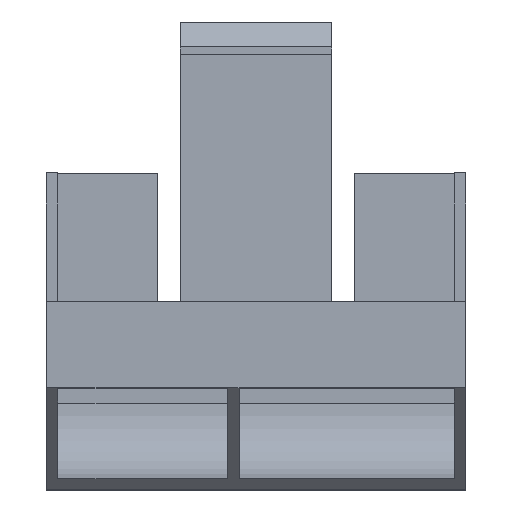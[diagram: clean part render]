
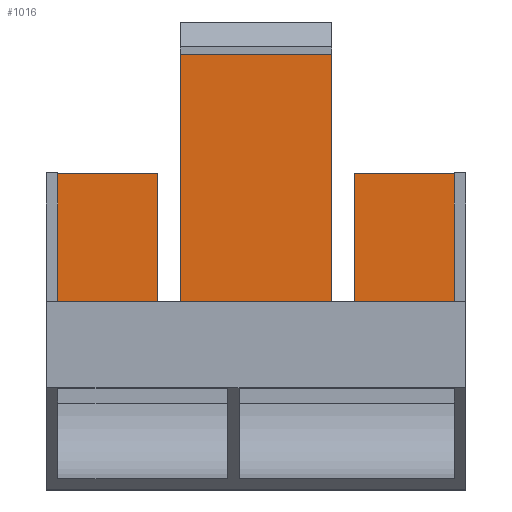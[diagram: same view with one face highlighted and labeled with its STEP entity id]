
A CAD part, top view. The second image highlights one B-rep face of the part: STEP entity #1016.
In plain terms, the highlighted planar face has unit normal (0, 0, 1).
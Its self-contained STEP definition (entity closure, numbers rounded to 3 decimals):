
#304 = VERTEX_POINT('',#305);
#305 = CARTESIAN_POINT('',(23.75,0.,-11.25));
#311 = EDGE_CURVE('',#304,#312,#314,.T.);
#312 = VERTEX_POINT('',#313);
#313 = CARTESIAN_POINT('',(-23.75,0.,-11.25));
#314 = LINE('',#315,#316);
#315 = CARTESIAN_POINT('',(-26.25,0.,-11.25));
#316 = VECTOR('',#317,1.);
#317 = DIRECTION('',(-1.,0.,0.));
#999 = VERTEX_POINT('',#1000);
#1000 = CARTESIAN_POINT('',(23.75,-0.5,-11.25));
#1006 = EDGE_CURVE('',#999,#304,#1007,.T.);
#1007 = LINE('',#1008,#1009);
#1008 = CARTESIAN_POINT('',(23.75,-0.5,-11.25));
#1009 = VECTOR('',#1010,1.);
#1010 = DIRECTION('',(0.,1.,0.));
#1016 = ADVANCED_FACE('',(#1017),#1133,.T.);
#1017 = FACE_BOUND('',#1018,.T.);
#1018 = EDGE_LOOP('',(#1019,#1029,#1037,#1045,#1053,#1059,#1060,#1061,
    #1069,#1077,#1085,#1093,#1102,#1110,#1118,#1126));
#1019 = ORIENTED_EDGE('',*,*,#1020,.T.);
#1020 = EDGE_CURVE('',#1021,#1023,#1025,.T.);
#1021 = VERTEX_POINT('',#1022);
#1022 = CARTESIAN_POINT('',(-13.,9.,-11.25));
#1023 = VERTEX_POINT('',#1024);
#1024 = CARTESIAN_POINT('',(-13.,27.,-11.25));
#1025 = LINE('',#1026,#1027);
#1026 = CARTESIAN_POINT('',(-13.,27.,-11.25));
#1027 = VECTOR('',#1028,1.);
#1028 = DIRECTION('',(0.,1.,0.));
#1029 = ORIENTED_EDGE('',*,*,#1030,.F.);
#1030 = EDGE_CURVE('',#1031,#1023,#1033,.T.);
#1031 = VERTEX_POINT('',#1032);
#1032 = CARTESIAN_POINT('',(-26.25,27.,-11.25));
#1033 = LINE('',#1034,#1035);
#1034 = CARTESIAN_POINT('',(26.25,27.,-11.25));
#1035 = VECTOR('',#1036,1.);
#1036 = DIRECTION('',(1.,0.,0.));
#1037 = ORIENTED_EDGE('',*,*,#1038,.T.);
#1038 = EDGE_CURVE('',#1031,#1039,#1041,.T.);
#1039 = VERTEX_POINT('',#1040);
#1040 = CARTESIAN_POINT('',(-26.25,-0.5,-11.25));
#1041 = LINE('',#1042,#1043);
#1042 = CARTESIAN_POINT('',(-26.25,10.,-11.25));
#1043 = VECTOR('',#1044,1.);
#1044 = DIRECTION('',(-0.,-1.,-0.));
#1045 = ORIENTED_EDGE('',*,*,#1046,.F.);
#1046 = EDGE_CURVE('',#1047,#1039,#1049,.T.);
#1047 = VERTEX_POINT('',#1048);
#1048 = CARTESIAN_POINT('',(-23.75,-0.5,-11.25));
#1049 = LINE('',#1050,#1051);
#1050 = CARTESIAN_POINT('',(-26.25,-0.5,-11.25));
#1051 = VECTOR('',#1052,1.);
#1052 = DIRECTION('',(-1.,-0.,-0.));
#1053 = ORIENTED_EDGE('',*,*,#1054,.T.);
#1054 = EDGE_CURVE('',#1047,#312,#1055,.T.);
#1055 = LINE('',#1056,#1057);
#1056 = CARTESIAN_POINT('',(-23.75,-0.5,-11.25));
#1057 = VECTOR('',#1058,1.);
#1058 = DIRECTION('',(0.,1.,0.));
#1059 = ORIENTED_EDGE('',*,*,#311,.F.);
#1060 = ORIENTED_EDGE('',*,*,#1006,.F.);
#1061 = ORIENTED_EDGE('',*,*,#1062,.F.);
#1062 = EDGE_CURVE('',#1063,#999,#1065,.T.);
#1063 = VERTEX_POINT('',#1064);
#1064 = CARTESIAN_POINT('',(26.25,-0.5,-11.25));
#1065 = LINE('',#1066,#1067);
#1066 = CARTESIAN_POINT('',(26.25,-0.5,-11.25));
#1067 = VECTOR('',#1068,1.);
#1068 = DIRECTION('',(-1.,0.,0.));
#1069 = ORIENTED_EDGE('',*,*,#1070,.F.);
#1070 = EDGE_CURVE('',#1071,#1063,#1073,.T.);
#1071 = VERTEX_POINT('',#1072);
#1072 = CARTESIAN_POINT('',(26.25,27.,-11.25));
#1073 = LINE('',#1074,#1075);
#1074 = CARTESIAN_POINT('',(26.25,10.,-11.25));
#1075 = VECTOR('',#1076,1.);
#1076 = DIRECTION('',(-0.,-1.,-0.));
#1077 = ORIENTED_EDGE('',*,*,#1078,.F.);
#1078 = EDGE_CURVE('',#1079,#1071,#1081,.T.);
#1079 = VERTEX_POINT('',#1080);
#1080 = CARTESIAN_POINT('',(13.,27.,-11.25));
#1081 = LINE('',#1082,#1083);
#1082 = CARTESIAN_POINT('',(26.25,27.,-11.25));
#1083 = VECTOR('',#1084,1.);
#1084 = DIRECTION('',(1.,0.,0.));
#1085 = ORIENTED_EDGE('',*,*,#1086,.T.);
#1086 = EDGE_CURVE('',#1079,#1087,#1089,.T.);
#1087 = VERTEX_POINT('',#1088);
#1088 = CARTESIAN_POINT('',(13.,9.,-11.25));
#1089 = LINE('',#1090,#1091);
#1090 = CARTESIAN_POINT('',(13.,27.,-11.25));
#1091 = VECTOR('',#1092,1.);
#1092 = DIRECTION('',(0.,-1.,0.));
#1093 = ORIENTED_EDGE('',*,*,#1094,.T.);
#1094 = EDGE_CURVE('',#1087,#1095,#1097,.T.);
#1095 = VERTEX_POINT('',#1096);
#1096 = CARTESIAN_POINT('',(10.,9.,-11.25));
#1097 = CIRCLE('',#1098,1.5);
#1098 = AXIS2_PLACEMENT_3D('',#1099,#1100,#1101);
#1099 = CARTESIAN_POINT('',(11.5,9.,-11.25));
#1100 = DIRECTION('',(0.,-0.,-1.));
#1101 = DIRECTION('',(1.,0.,0.));
#1102 = ORIENTED_EDGE('',*,*,#1103,.F.);
#1103 = EDGE_CURVE('',#1104,#1095,#1106,.T.);
#1104 = VERTEX_POINT('',#1105);
#1105 = CARTESIAN_POINT('',(10.,42.857,-11.25));
#1106 = LINE('',#1107,#1108);
#1107 = CARTESIAN_POINT('',(10.,27.,-11.25));
#1108 = VECTOR('',#1109,1.);
#1109 = DIRECTION('',(-0.,-1.,-0.));
#1110 = ORIENTED_EDGE('',*,*,#1111,.T.);
#1111 = EDGE_CURVE('',#1104,#1112,#1114,.T.);
#1112 = VERTEX_POINT('',#1113);
#1113 = CARTESIAN_POINT('',(-10.,42.857,-11.25));
#1114 = LINE('',#1115,#1116);
#1115 = CARTESIAN_POINT('',(10.,42.857,-11.25));
#1116 = VECTOR('',#1117,1.);
#1117 = DIRECTION('',(-1.,-0.,-0.));
#1118 = ORIENTED_EDGE('',*,*,#1119,.T.);
#1119 = EDGE_CURVE('',#1112,#1120,#1122,.T.);
#1120 = VERTEX_POINT('',#1121);
#1121 = CARTESIAN_POINT('',(-10.,9.,-11.25));
#1122 = LINE('',#1123,#1124);
#1123 = CARTESIAN_POINT('',(-10.,27.,-11.25));
#1124 = VECTOR('',#1125,1.);
#1125 = DIRECTION('',(-0.,-1.,-0.));
#1126 = ORIENTED_EDGE('',*,*,#1127,.T.);
#1127 = EDGE_CURVE('',#1120,#1021,#1128,.T.);
#1128 = CIRCLE('',#1129,1.5);
#1129 = AXIS2_PLACEMENT_3D('',#1130,#1131,#1132);
#1130 = CARTESIAN_POINT('',(-11.5,9.,-11.25));
#1131 = DIRECTION('',(0.,-0.,-1.));
#1132 = DIRECTION('',(1.,0.,0.));
#1133 = PLANE('',#1134);
#1134 = AXIS2_PLACEMENT_3D('',#1135,#1136,#1137);
#1135 = CARTESIAN_POINT('',(-26.25,10.,-11.25));
#1136 = DIRECTION('',(0.,0.,1.));
#1137 = DIRECTION('',(1.,0.,0.));
